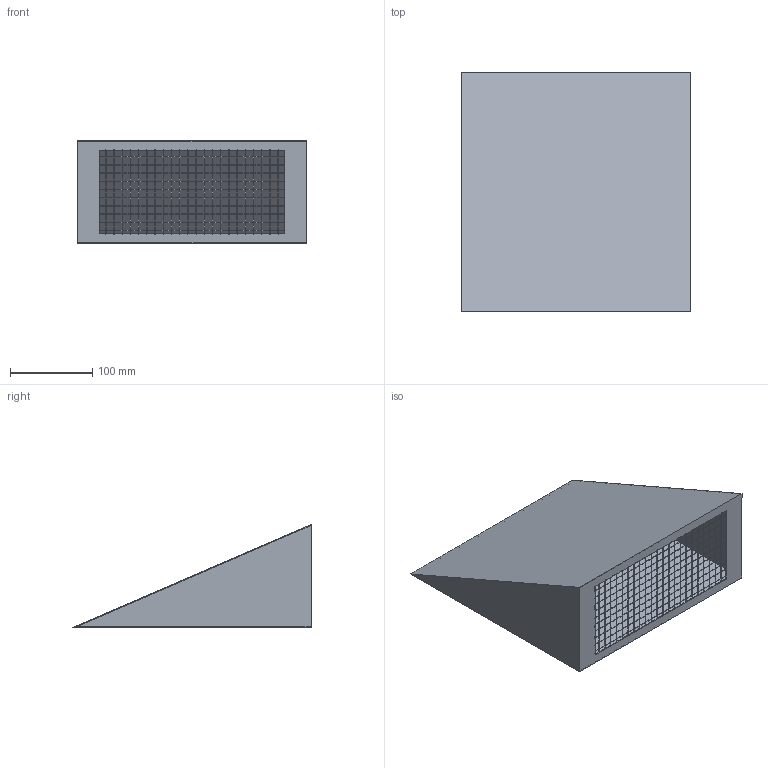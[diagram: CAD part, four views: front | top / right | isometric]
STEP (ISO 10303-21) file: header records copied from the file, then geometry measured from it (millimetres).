
FILE_DESCRIPTION (( 'STEP AP214' ), '1' );
FILE_NAME ('KW-AL20.STEP', '2020-06-05T13:31:38', ( '' ), ( '' ), 'SwSTEP 2.0', 'SolidWorks 2017', '' );
FILE_SCHEMA (( 'AUTOMOTIVE_DESIGN' ));
Length unit declared in the file: millimetre
Products named in the file (1): KW-AL20
Bounding box: 280 x 292 x 126 mm (x, y, z)
Volume: 216859.1 mm3; surface area: 439835.9 mm2
Topology: 1 solids, 1 shells, 1046 faces, 3248 edges, 2080 vertices
Faces by surface type: plane 960, cylinder 86
Entity records: 36238 total; most frequent: ORIENTED_EDGE 6496, CARTESIAN_POINT 6375, DIRECTION 5514, EDGE_CURVE 3248, LINE 3076, VECTOR 3076, VERTEX_POINT 2080, EDGE_LOOP 1426
